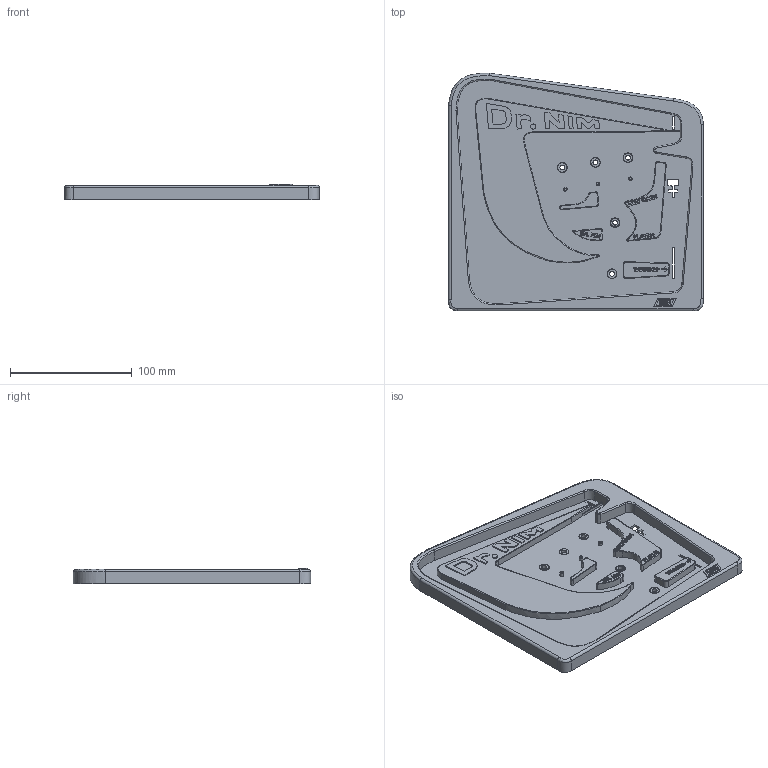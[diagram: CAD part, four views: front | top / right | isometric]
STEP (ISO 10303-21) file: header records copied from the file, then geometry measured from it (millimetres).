
FILE_DESCRIPTION(/* description */ (''),/* implementation_level */ '2;1');
FILE_NAME(/* name */ 'Dr. Nim Final v14.step',/* time_stamp */ '2022-01-06T09:50:32-05:00',/* author */ (''),/* organization */ (''),/* preprocessor_version */ 'ST-DEVELOPER v18.1',/* originating_system */ 'Autodesk Translation Framework v10.10.0.1391',/* authorisation */ '');
FILE_SCHEMA (('AUTOMOTIVE_DESIGN { 1 0 10303 214 3 1 1 }'));
Length unit declared in the file: millimetre
Products named in the file (1): Dr. Nim Final
Bounding box: 209.67 x 195.32 x 13 mm (x, y, z)
Volume: 216427.4 mm3; surface area: 99160.2 mm2
Topology: 1 solids, 1 shells, 799 faces, 2128 edges, 1388 vertices
Faces by surface type: plane 448, bspline 290, cylinder 53, torus 8
Full cylindrical faces by diameter (mm): 3 x3, 4 x5, 4.188 x1, 8 x4
Entity records: 33242 total; most frequent: CARTESIAN_POINT 15460, ORIENTED_EDGE 4248, DIRECTION 2598, EDGE_CURVE 2124, LINE 1446, VECTOR 1446, VERTEX_POINT 1388, EDGE_LOOP 876
